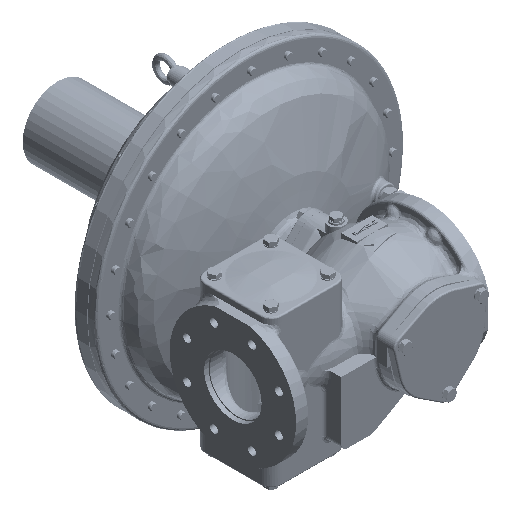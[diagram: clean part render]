
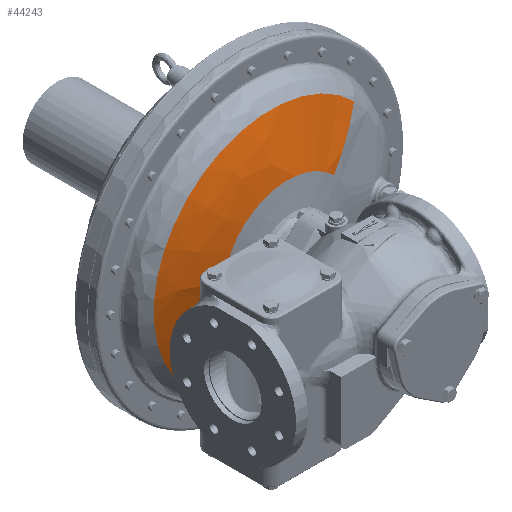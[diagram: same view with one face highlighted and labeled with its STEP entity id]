
A CAD part, isometric view. The second image highlights one B-rep face of the part: STEP entity #44243.
In plain terms, the highlighted free-form (B-spline) face has degree [3, 3] with [4, 4] control points.
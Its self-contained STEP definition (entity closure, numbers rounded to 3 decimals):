
#1475 = FACE_OUTER_BOUND ( 'NONE', #55799, .T. ) ;
#5004 = CARTESIAN_POINT ( 'NONE',  ( 38.891, 511.599, 38.891 ) ) ;
#5514 = DIRECTION ( 'NONE',  ( -0.707, 0., -0.707 ) ) ;
#8555 = DIRECTION ( 'NONE',  ( -0.707, 0., -0.707 ) ) ;
#9286 = CARTESIAN_POINT ( 'NONE',  ( -386.917, 173.23, 128.972 ) ) ;
#12562 = EDGE_CURVE ( 'NONE', #104785, #109899, #134246, .T. ) ;
#12633 = AXIS2_PLACEMENT_3D ( 'NONE', #40425, #124944, #52625 ) ;
#17186 = DIRECTION ( 'NONE',  ( 0.707, 0., 0.707 ) ) ;
#18183 = ORIENTED_EDGE ( 'NONE', *, *, #47166, .T. ) ;
#19577 = CARTESIAN_POINT ( 'NONE',  ( -83.094, 157.069, -83.094 ) ) ;
#20457 = CARTESIAN_POINT ( 'NONE',  ( -450.841, 187.894, 150.28 ) ) ;
#21532 = CARTESIAN_POINT ( 'NONE',  ( 128.972, 173.23, 128.972 ) ) ;
#24060 = CARTESIAN_POINT ( 'NONE',  ( 150.28, 187.894, 150.28 ) ) ;
#25527 = CARTESIAN_POINT ( 'NONE',  ( -117.513, 157.069, 0. ) ) ;
#30875 = EDGE_CURVE ( 'NONE', #104785, #111373, #85780, .T. ) ;
#31674 = AXIS2_PLACEMENT_3D ( 'NONE', #150425, #78231, #5514 ) ;
#33759 = CARTESIAN_POINT ( 'NONE',  ( -319.295, 162.888, 106.432 ) ) ;
#40425 = CARTESIAN_POINT ( 'NONE',  ( 0., 157.069, 0. ) ) ;
#43282 = CIRCLE ( 'NONE', #31674, 117.513 ) ;
#44243 = ADVANCED_FACE ( 'NONE', ( #1475 ), #62493, .T. ) ;
#45922 = CARTESIAN_POINT ( 'NONE',  ( 106.432, 162.888, 106.432 ) ) ;
#47166 = EDGE_CURVE ( 'NONE', #109899, #88740, #86259, .T. ) ;
#51092 = CARTESIAN_POINT ( 'NONE',  ( 83.094, 157.069, 83.094 ) ) ;
#52625 = DIRECTION ( 'NONE',  ( -0.707, 0., -0.707 ) ) ;
#55799 = EDGE_LOOP ( 'NONE', ( #145052, #56659, #101711, #18183, #92889 ) ) ;
#56659 = ORIENTED_EDGE ( 'NONE', *, *, #30875, .F. ) ;
#57649 = CARTESIAN_POINT ( 'NONE',  ( -150.28, 187.894, -150.28 ) ) ;
#58191 = CARTESIAN_POINT ( 'NONE',  ( -249.283, 157.069, 83.094 ) ) ;
#58432 = EDGE_CURVE ( 'NONE', #111373, #76917, #75730, .T. ) ;
#59922 = AXIS2_PLACEMENT_3D ( 'NONE', #64732, #149034, #76843 ) ;
#62493 =( BOUNDED_SURFACE ( )  B_SPLINE_SURFACE ( 3, 3, ( 
 ( #57649, #20457, #69880, #154174 ),
 ( #81953, #9286, #94107, #21532 ),
 ( #106225, #33759, #118295, #45922 ),
 ( #130447, #58191, #142612, #70407 ) ),
 .UNSPECIFIED., .F., .F., .T. ) 
 B_SPLINE_SURFACE_WITH_KNOTS ( ( 4, 4 ),
 ( 4, 4 ),
 ( 0., 1. ),
 ( 0., 1. ),
 .UNSPECIFIED. ) 
 GEOMETRIC_REPRESENTATION_ITEM ( )  RATIONAL_B_SPLINE_SURFACE ( (
 ( 1., 0.333, 0.333, 1.),
 ( 0.994, 0.331, 0.331, 0.994),
 ( 0.994, 0.331, 0.331, 0.994),
 ( 1., 0.333, 0.333, 1.) ) ) 
 REPRESENTATION_ITEM ( '' )  SURFACE ( )  );
#64732 = CARTESIAN_POINT ( 'NONE',  ( 0., 187.894, 0. ) ) ;
#69880 = CARTESIAN_POINT ( 'NONE',  ( -150.28, 187.894, 450.841 ) ) ;
#70407 = CARTESIAN_POINT ( 'NONE',  ( 83.094, 157.069, 83.094 ) ) ;
#75730 = CIRCLE ( 'NONE', #155185, 360. ) ;
#76843 = DIRECTION ( 'NONE',  ( -0.707, 0., -0.707 ) ) ;
#76917 = VERTEX_POINT ( 'NONE', #51092 ) ;
#78231 = DIRECTION ( 'NONE',  ( 0., 1., 0. ) ) ;
#81233 = DIRECTION ( 'NONE',  ( -0.707, 0., 0.707 ) ) ;
#81953 = CARTESIAN_POINT ( 'NONE',  ( -128.972, 173.23, -128.972 ) ) ;
#85780 = CIRCLE ( 'NONE', #59922, 212.528 ) ;
#86259 = CIRCLE ( 'NONE', #12633, 117.513 ) ;
#88740 = VERTEX_POINT ( 'NONE', #25527 ) ;
#89831 = DIRECTION ( 'NONE',  ( 0.707, 0., -0.707 ) ) ;
#92889 = ORIENTED_EDGE ( 'NONE', *, *, #148531, .T. ) ;
#93023 = CARTESIAN_POINT ( 'NONE',  ( -150.28, 187.894, -150.28 ) ) ;
#94107 = CARTESIAN_POINT ( 'NONE',  ( -128.972, 173.23, 386.917 ) ) ;
#101711 = ORIENTED_EDGE ( 'NONE', *, *, #12562, .T. ) ;
#104785 = VERTEX_POINT ( 'NONE', #93023 ) ;
#106225 = CARTESIAN_POINT ( 'NONE',  ( -106.432, 162.888, -106.432 ) ) ;
#109899 = VERTEX_POINT ( 'NONE', #19577 ) ;
#111373 = VERTEX_POINT ( 'NONE', #24060 ) ;
#118295 = CARTESIAN_POINT ( 'NONE',  ( -106.432, 162.888, 319.295 ) ) ;
#124944 = DIRECTION ( 'NONE',  ( 0., 1., 0. ) ) ;
#130447 = CARTESIAN_POINT ( 'NONE',  ( -83.094, 157.069, -83.094 ) ) ;
#134246 = CIRCLE ( 'NONE', #150742, 360. ) ;
#142612 = CARTESIAN_POINT ( 'NONE',  ( -83.094, 157.069, 249.283 ) ) ;
#145052 = ORIENTED_EDGE ( 'NONE', *, *, #58432, .F. ) ;
#148531 = EDGE_CURVE ( 'NONE', #88740, #76917, #43282, .T. ) ;
#149034 = DIRECTION ( 'NONE',  ( 0., 1., 0. ) ) ;
#150425 = CARTESIAN_POINT ( 'NONE',  ( 0., 157.069, 0. ) ) ;
#150742 = AXIS2_PLACEMENT_3D ( 'NONE', #153434, #81233, #8555 ) ;
#153434 = CARTESIAN_POINT ( 'NONE',  ( -38.891, 511.599, -38.891 ) ) ;
#154174 = CARTESIAN_POINT ( 'NONE',  ( 150.28, 187.894, 150.28 ) ) ;
#155185 = AXIS2_PLACEMENT_3D ( 'NONE', #5004, #89831, #17186 ) ;
